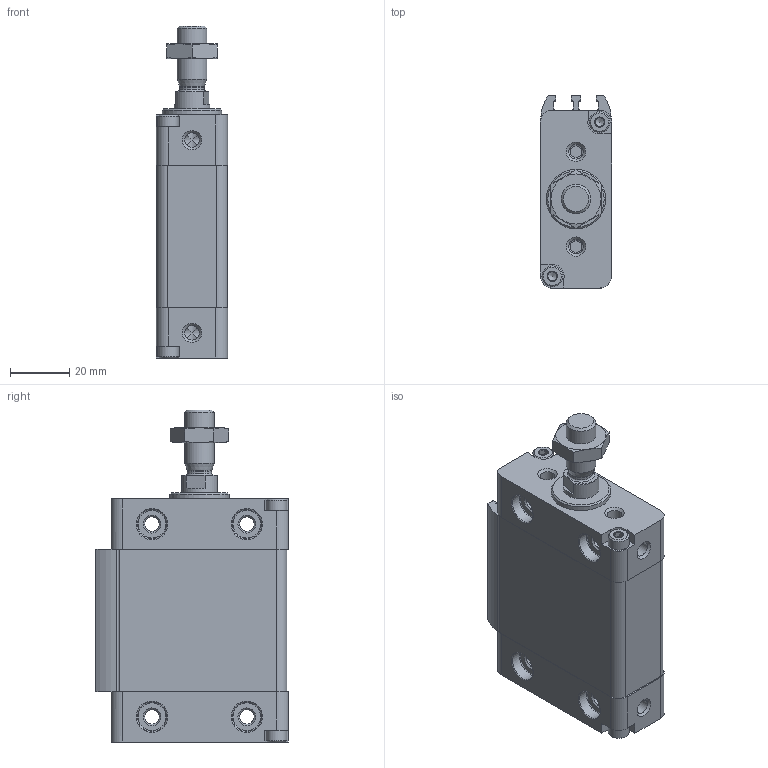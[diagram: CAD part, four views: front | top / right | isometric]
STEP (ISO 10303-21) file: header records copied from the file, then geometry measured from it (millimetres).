
FILE_DESCRIPTION(/* description */ ('STEP AP214'),/* implementation_level */ '2;1');
FILE_NAME(/* name */ '161263_DZF-32-10-A-P-A',/* time_stamp */ '2024-08-20T22:28:42+02:00',/* author */ ('License CC BY-ND 4.0'),/* organization */ ('CADENAS'),/* preprocessor_version */ 'ST-DEVELOPER v19.3',/* originating_system */ 'PARTsolutions',/* authorisation */ ' ');
FILE_SCHEMA (('AUTOMOTIVE_DESIGN {1 0 10303 214 3 1 1}'));
Length unit declared in the file: millimetre
Products named in the file (5): 161263 DZF-32-10-A-P-A---(0); 161263 DZF-32-10-A-P-A---(ZR); 161263 DZF-32-10-A-P-A---(KS); DIN-439-B - M10x1.25(F); 332223 DGP-25
Assembly tree (5 placements, depth 2):
  161263 DZF-32-10-A-P-A---(0)
    161263 DZF-32-10-A-P-A---(ZR)
    161263 DZF-32-10-A-P-A---(KS)
    DIN-439-B - M10x1.25(F)
    332223 DGP-25  x2
Bounding box: 24 x 65 x 112 mm (x, y, z)
Volume: 108220.2 mm3; surface area: 33677.8 mm2
Topology: 5 solids, 5 shells, 358 faces, 872 edges, 543 vertices
Faces by surface type: plane 173, cylinder 89, cone 72, torus 24
Full cylindrical faces by diameter (mm): 4 x1, 4.917 x18, 7 x4, 7.7 x2, 8.2 x1, 8.566 x4, 8.647 x1, 9.728 x4, 10 x9, 12 x2, 20 x1
Entity records: 9342 total; most frequent: CARTESIAN_POINT 1703, DIRECTION 1628, ORIENTED_EDGE 1376, EDGE_CURVE 688, AXIS2_PLACEMENT_3D 645, VERTEX_POINT 494, FACE_BOUND 490, EDGE_LOOP 484
